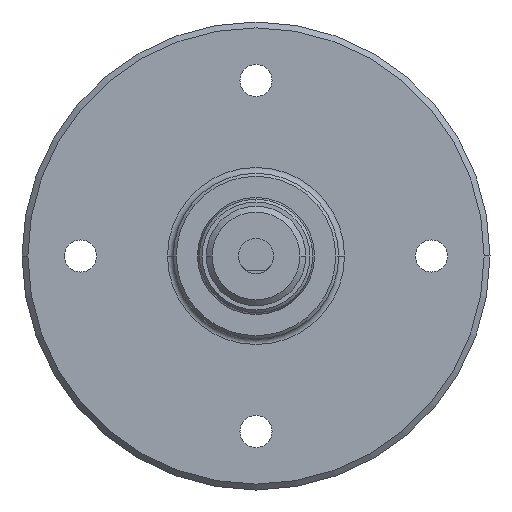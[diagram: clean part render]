
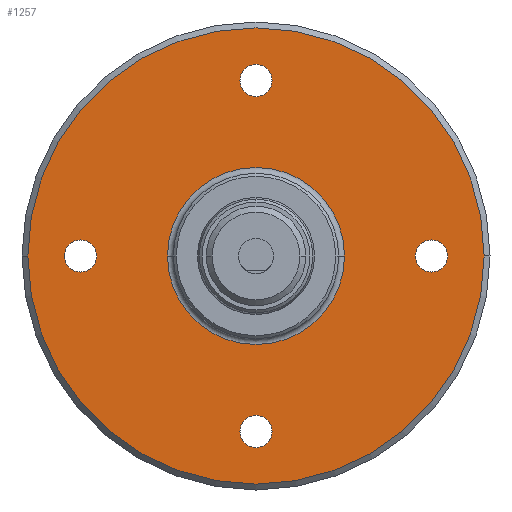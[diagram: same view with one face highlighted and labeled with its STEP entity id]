
A CAD part, left-side view. The second image highlights one B-rep face of the part: STEP entity #1257.
In plain terms, the highlighted planar face has unit normal (-1, 0, 0).
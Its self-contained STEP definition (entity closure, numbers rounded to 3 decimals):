
#35 = CARTESIAN_POINT ( 'NONE',  ( 26., 0., -32.75 ) ) ;
#55 = CARTESIAN_POINT ( 'NONE',  ( 26., -39., 0. ) ) ;
#69 = CIRCLE ( 'NONE', #595, 39. ) ;
#75 = DIRECTION ( 'NONE',  ( -1., 0., 0. ) ) ;
#77 = CARTESIAN_POINT ( 'NONE',  ( 26., 15.131, 0. ) ) ;
#83 = DIRECTION ( 'NONE',  ( 0., 1., 0. ) ) ;
#104 = CIRCLE ( 'NONE', #946, 2.75 ) ;
#118 = DIRECTION ( 'NONE',  ( 0., 1., 0. ) ) ;
#123 = CARTESIAN_POINT ( 'NONE',  ( 26., 0., 30. ) ) ;
#129 = DIRECTION ( 'NONE',  ( 0., 1., 0. ) ) ;
#137 = CARTESIAN_POINT ( 'NONE',  ( 26., -40., 0. ) ) ;
#146 = CARTESIAN_POINT ( 'NONE',  ( 26., -30., 0. ) ) ;
#161 = CARTESIAN_POINT ( 'NONE',  ( 26., 0., 27.25 ) ) ;
#166 = ORIENTED_EDGE ( 'NONE', *, *, #382, .T. ) ;
#192 = DIRECTION ( 'NONE',  ( 1., 0., 0. ) ) ;
#193 = CARTESIAN_POINT ( 'NONE',  ( 26., 0., 0. ) ) ;
#199 = DIRECTION ( 'NONE',  ( 1., 0., 0. ) ) ;
#210 = EDGE_LOOP ( 'NONE', ( #1077, #727 ) ) ;
#220 = CARTESIAN_POINT ( 'NONE',  ( 26., 0., 0. ) ) ;
#223 = VERTEX_POINT ( 'NONE', #785 ) ;
#245 = AXIS2_PLACEMENT_3D ( 'NONE', #1128, #321, #83 ) ;
#271 = AXIS2_PLACEMENT_3D ( 'NONE', #594, #952, #129 ) ;
#279 = DIRECTION ( 'NONE',  ( 1., 0., 0. ) ) ;
#289 = CIRCLE ( 'NONE', #872, 39. ) ;
#291 = CIRCLE ( 'NONE', #1482, 2.75 ) ;
#292 = CIRCLE ( 'NONE', #319, 2.75 ) ;
#312 = ORIENTED_EDGE ( 'NONE', *, *, #961, .T. ) ;
#319 = AXIS2_PLACEMENT_3D ( 'NONE', #711, #1071, #1170 ) ;
#321 = DIRECTION ( 'NONE',  ( 1., 0., 0. ) ) ;
#335 = EDGE_CURVE ( 'NONE', #695, #1035, #755, .T. ) ;
#348 = CARTESIAN_POINT ( 'NONE',  ( 26., 0., 30. ) ) ;
#364 = DIRECTION ( 'NONE',  ( 0., 1., 0. ) ) ;
#382 = EDGE_CURVE ( 'NONE', #860, #997, #507, .T. ) ;
#383 = CARTESIAN_POINT ( 'NONE',  ( 26., -15.131, 0. ) ) ;
#388 = ORIENTED_EDGE ( 'NONE', *, *, #395, .T. ) ;
#395 = EDGE_CURVE ( 'NONE', #997, #860, #947, .T. ) ;
#396 = ORIENTED_EDGE ( 'NONE', *, *, #335, .T. ) ;
#415 = CIRCLE ( 'NONE', #806, 15.131 ) ;
#429 = DIRECTION ( 'NONE',  ( 1., 0., 0. ) ) ;
#437 = CIRCLE ( 'NONE', #1043, 2.75 ) ;
#461 = EDGE_CURVE ( 'NONE', #1079, #1347, #289, .T. ) ;
#467 = DIRECTION ( 'NONE',  ( 1., 0., 0. ) ) ;
#489 = FACE_BOUND ( 'NONE', #643, .T. ) ;
#507 = CIRCLE ( 'NONE', #844, 2.75 ) ;
#513 = EDGE_CURVE ( 'NONE', #1383, #814, #104, .T. ) ;
#539 = CIRCLE ( 'NONE', #877, 2.75 ) ;
#575 = DIRECTION ( 'NONE',  ( 0., 1., 0. ) ) ;
#594 = CARTESIAN_POINT ( 'NONE',  ( 26., -30., 0. ) ) ;
#595 = AXIS2_PLACEMENT_3D ( 'NONE', #1205, #75, #858 ) ;
#609 = FACE_BOUND ( 'NONE', #210, .T. ) ;
#638 = ORIENTED_EDGE ( 'NONE', *, *, #717, .T. ) ;
#642 = CARTESIAN_POINT ( 'NONE',  ( 26., 39., 0. ) ) ;
#643 = EDGE_LOOP ( 'NONE', ( #1010, #638 ) ) ;
#695 = VERTEX_POINT ( 'NONE', #383 ) ;
#700 = EDGE_CURVE ( 'NONE', #975, #770, #291, .T. ) ;
#711 = CARTESIAN_POINT ( 'NONE',  ( 26., 30., 0. ) ) ;
#717 = EDGE_CURVE ( 'NONE', #814, #1383, #437, .T. ) ;
#718 = EDGE_LOOP ( 'NONE', ( #1397, #312 ) ) ;
#727 = ORIENTED_EDGE ( 'NONE', *, *, #1248, .T. ) ;
#733 = AXIS2_PLACEMENT_3D ( 'NONE', #137, #467, #364 ) ;
#747 = DIRECTION ( 'NONE',  ( 0., 1., 0. ) ) ;
#755 = CIRCLE ( 'NONE', #1375, 15.131 ) ;
#770 = VERTEX_POINT ( 'NONE', #1104 ) ;
#785 = CARTESIAN_POINT ( 'NONE',  ( 26., -30., 2.75 ) ) ;
#806 = AXIS2_PLACEMENT_3D ( 'NONE', #193, #974, #1082 ) ;
#809 = PLANE ( 'NONE',  #733 ) ;
#814 = VERTEX_POINT ( 'NONE', #985 ) ;
#826 = FACE_BOUND ( 'NONE', #718, .T. ) ;
#844 = AXIS2_PLACEMENT_3D ( 'NONE', #1342, #199, #1353 ) ;
#858 = DIRECTION ( 'NONE',  ( 0., 1., 0. ) ) ;
#860 = VERTEX_POINT ( 'NONE', #35 ) ;
#872 = AXIS2_PLACEMENT_3D ( 'NONE', #923, #1385, #1144 ) ;
#877 = AXIS2_PLACEMENT_3D ( 'NONE', #146, #1179, #1413 ) ;
#880 = DIRECTION ( 'NONE',  ( 0., 1., 0. ) ) ;
#882 = CARTESIAN_POINT ( 'NONE',  ( 26., 0., -27.25 ) ) ;
#923 = CARTESIAN_POINT ( 'NONE',  ( 26., 0., 0. ) ) ;
#932 = FACE_BOUND ( 'NONE', #1174, .T. ) ;
#946 = AXIS2_PLACEMENT_3D ( 'NONE', #348, #1270, #118 ) ;
#947 = CIRCLE ( 'NONE', #245, 2.75 ) ;
#952 = DIRECTION ( 'NONE',  ( 1., 0., 0. ) ) ;
#959 = CARTESIAN_POINT ( 'NONE',  ( 26., 30., -2.75 ) ) ;
#961 = EDGE_CURVE ( 'NONE', #770, #975, #292, .T. ) ;
#974 = DIRECTION ( 'NONE',  ( 1., 0., 0. ) ) ;
#975 = VERTEX_POINT ( 'NONE', #959 ) ;
#985 = CARTESIAN_POINT ( 'NONE',  ( 26., 0., 32.75 ) ) ;
#997 = VERTEX_POINT ( 'NONE', #882 ) ;
#1004 = ORIENTED_EDGE ( 'NONE', *, *, #461, .T. ) ;
#1010 = ORIENTED_EDGE ( 'NONE', *, *, #513, .T. ) ;
#1035 = VERTEX_POINT ( 'NONE', #77 ) ;
#1043 = AXIS2_PLACEMENT_3D ( 'NONE', #123, #192, #575 ) ;
#1071 = DIRECTION ( 'NONE',  ( 1., 0., 0. ) ) ;
#1077 = ORIENTED_EDGE ( 'NONE', *, *, #1274, .T. ) ;
#1079 = VERTEX_POINT ( 'NONE', #55 ) ;
#1082 = DIRECTION ( 'NONE',  ( 0., 1., 0. ) ) ;
#1104 = CARTESIAN_POINT ( 'NONE',  ( 26., 30., 2.75 ) ) ;
#1128 = CARTESIAN_POINT ( 'NONE',  ( 26., 0., -30. ) ) ;
#1144 = DIRECTION ( 'NONE',  ( 0., 1., 0. ) ) ;
#1151 = FACE_BOUND ( 'NONE', #1469, .T. ) ;
#1170 = DIRECTION ( 'NONE',  ( 0., 1., 0. ) ) ;
#1174 = EDGE_LOOP ( 'NONE', ( #1246, #396 ) ) ;
#1179 = DIRECTION ( 'NONE',  ( 1., 0., 0. ) ) ;
#1195 = VERTEX_POINT ( 'NONE', #1251 ) ;
#1205 = CARTESIAN_POINT ( 'NONE',  ( 26., 0., 0. ) ) ;
#1246 = ORIENTED_EDGE ( 'NONE', *, *, #1360, .T. ) ;
#1248 = EDGE_CURVE ( 'NONE', #223, #1195, #539, .T. ) ;
#1251 = CARTESIAN_POINT ( 'NONE',  ( 26., -30., -2.75 ) ) ;
#1257 = ADVANCED_FACE ( 'NONE', ( #826, #489, #609, #1151, #932, #1390 ), #809, .F. ) ;
#1270 = DIRECTION ( 'NONE',  ( 1., 0., 0. ) ) ;
#1274 = EDGE_CURVE ( 'NONE', #1195, #223, #1310, .T. ) ;
#1310 = CIRCLE ( 'NONE', #271, 2.75 ) ;
#1342 = CARTESIAN_POINT ( 'NONE',  ( 26., 0., -30. ) ) ;
#1347 = VERTEX_POINT ( 'NONE', #642 ) ;
#1353 = DIRECTION ( 'NONE',  ( 0., 1., 0. ) ) ;
#1360 = EDGE_CURVE ( 'NONE', #1035, #695, #415, .T. ) ;
#1375 = AXIS2_PLACEMENT_3D ( 'NONE', #220, #429, #880 ) ;
#1383 = VERTEX_POINT ( 'NONE', #161 ) ;
#1385 = DIRECTION ( 'NONE',  ( -1., 0., 0. ) ) ;
#1390 = FACE_OUTER_BOUND ( 'NONE', #1423, .T. ) ;
#1397 = ORIENTED_EDGE ( 'NONE', *, *, #700, .T. ) ;
#1409 = EDGE_CURVE ( 'NONE', #1347, #1079, #69, .T. ) ;
#1413 = DIRECTION ( 'NONE',  ( 0., 1., 0. ) ) ;
#1423 = EDGE_LOOP ( 'NONE', ( #1472, #1004 ) ) ;
#1424 = CARTESIAN_POINT ( 'NONE',  ( 26., 30., 0. ) ) ;
#1469 = EDGE_LOOP ( 'NONE', ( #166, #388 ) ) ;
#1472 = ORIENTED_EDGE ( 'NONE', *, *, #1409, .T. ) ;
#1482 = AXIS2_PLACEMENT_3D ( 'NONE', #1424, #279, #747 ) ;
